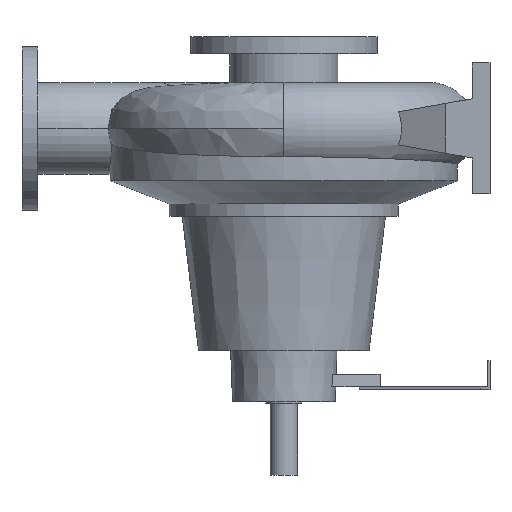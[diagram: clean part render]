
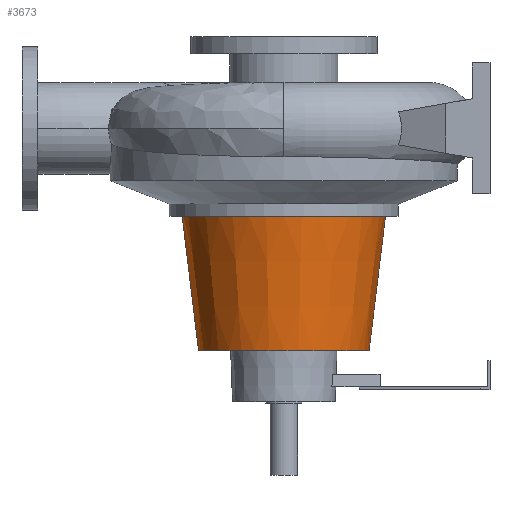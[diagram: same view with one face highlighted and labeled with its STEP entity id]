
A CAD part, left-side view. The second image highlights one B-rep face of the part: STEP entity #3673.
In plain terms, the highlighted conical face has half-angle 6.933 degrees and reference radius 130.3 mm.
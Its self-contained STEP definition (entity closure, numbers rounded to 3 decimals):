
#9 = DIRECTION ( 'NONE',  ( 0., -1., 0. ) ) ;
#112 = VERTEX_POINT ( 'NONE', #6094 ) ;
#677 = AXIS2_PLACEMENT_3D ( 'NONE', #6471, #6897, #9 ) ;
#709 = VERTEX_POINT ( 'NONE', #4263 ) ;
#744 = CARTESIAN_POINT ( 'NONE',  ( 0., 155.29, -134.5 ) ) ;
#815 = LINE ( 'NONE', #2044, #1991 ) ;
#1009 = ORIENTED_EDGE ( 'NONE', *, *, #4429, .T. ) ;
#1108 = ORIENTED_EDGE ( 'NONE', *, *, #4000, .F. ) ;
#1321 = ORIENTED_EDGE ( 'NONE', *, *, #3139, .F. ) ;
#1353 = CARTESIAN_POINT ( 'NONE',  ( 0., -130.3, -340. ) ) ;
#1713 = DIRECTION ( 'NONE',  ( 0., 0., 1. ) ) ;
#1991 = VECTOR ( 'NONE', #3128, 1000. ) ;
#2044 = CARTESIAN_POINT ( 'NONE',  ( 0., 130.3, -340. ) ) ;
#2523 = CARTESIAN_POINT ( 'NONE',  ( 0., 0., -340. ) ) ;
#2538 = DIRECTION ( 'NONE',  ( 0., -0.121, 0.993 ) ) ;
#2578 = VERTEX_POINT ( 'NONE', #744 ) ;
#2857 = CIRCLE ( 'NONE', #677, 155.29 ) ;
#2977 = CONICAL_SURFACE ( 'NONE', #3693, 130.3, 0.121 ) ;
#3128 = DIRECTION ( 'NONE',  ( 0., 0.121, 0.993 ) ) ;
#3139 = EDGE_CURVE ( 'NONE', #112, #2578, #815, .T. ) ;
#3659 = CARTESIAN_POINT ( 'NONE',  ( 0., -130.3, -340. ) ) ;
#3673 = ADVANCED_FACE ( 'NONE', ( #4611 ), #2977, .T. ) ;
#3693 = AXIS2_PLACEMENT_3D ( 'NONE', #5643, #1713, #6369 ) ;
#3809 = VECTOR ( 'NONE', #2538, 1000. ) ;
#3931 = CIRCLE ( 'NONE', #4930, 130.3 ) ;
#4000 = EDGE_CURVE ( 'NONE', #2578, #709, #2857, .T. ) ;
#4263 = CARTESIAN_POINT ( 'NONE',  ( 0., -155.29, -134.5 ) ) ;
#4429 = EDGE_CURVE ( 'NONE', #112, #5639, #3931, .T. ) ;
#4611 = FACE_OUTER_BOUND ( 'NONE', #5747, .T. ) ;
#4779 = LINE ( 'NONE', #3659, #3809 ) ;
#4930 = AXIS2_PLACEMENT_3D ( 'NONE', #2523, #7087, #7202 ) ;
#5639 = VERTEX_POINT ( 'NONE', #1353 ) ;
#5643 = CARTESIAN_POINT ( 'NONE',  ( 0., 0., -340. ) ) ;
#5747 = EDGE_LOOP ( 'NONE', ( #1321, #1009, #6843, #1108 ) ) ;
#6094 = CARTESIAN_POINT ( 'NONE',  ( 0., 130.3, -340. ) ) ;
#6361 = EDGE_CURVE ( 'NONE', #5639, #709, #4779, .T. ) ;
#6369 = DIRECTION ( 'NONE',  ( 0., -1., 0. ) ) ;
#6471 = CARTESIAN_POINT ( 'NONE',  ( 0., 0., -134.5 ) ) ;
#6843 = ORIENTED_EDGE ( 'NONE', *, *, #6361, .T. ) ;
#6897 = DIRECTION ( 'NONE',  ( 0., 0., 1. ) ) ;
#7087 = DIRECTION ( 'NONE',  ( 0., 0., 1. ) ) ;
#7202 = DIRECTION ( 'NONE',  ( 0., -1., 0. ) ) ;
